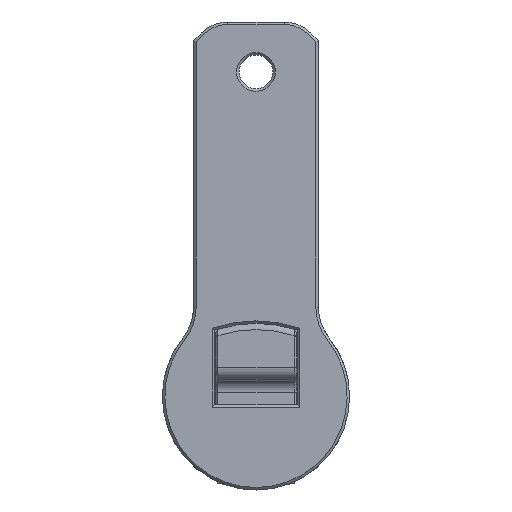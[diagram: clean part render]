
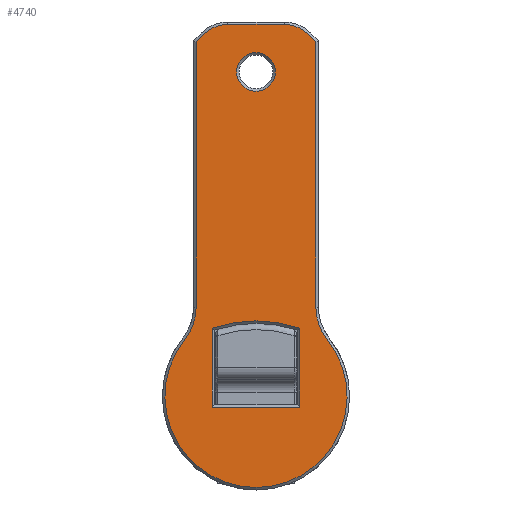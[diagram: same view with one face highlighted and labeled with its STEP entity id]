
A CAD part, left-side view. The second image highlights one B-rep face of the part: STEP entity #4740.
In plain terms, the highlighted planar face has unit normal (-1, 0, 0).
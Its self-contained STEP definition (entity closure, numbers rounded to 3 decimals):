
#81=FACE_BOUND('',#921,.T.);
#82=FACE_BOUND('',#922,.T.);
#232=PLANE('',#5084);
#630=FACE_OUTER_BOUND('',#920,.T.);
#920=EDGE_LOOP('',(#4197,#4198,#4199,#4200,#4201,#4202,#4203,#4204,#4205,
#4206));
#921=EDGE_LOOP('',(#4207,#4208,#4209,#4210));
#922=EDGE_LOOP('',(#4211));
#1317=LINE('',#10064,#1737);
#1318=LINE('',#10066,#1738);
#1319=LINE('',#10070,#1739);
#1320=LINE('',#10074,#1740);
#1321=LINE('',#10076,#1741);
#1322=LINE('',#10080,#1742);
#1323=LINE('',#10082,#1743);
#1324=LINE('',#10085,#1744);
#1737=VECTOR('',#6101,10.);
#1738=VECTOR('',#6102,10.);
#1739=VECTOR('',#6105,10.);
#1740=VECTOR('',#6108,10.);
#1741=VECTOR('',#6109,10.);
#1742=VECTOR('',#6112,10.);
#1743=VECTOR('',#6113,10.);
#1744=VECTOR('',#6116,10.);
#1922=CIRCLE('',#5083,3.1);
#1923=CIRCLE('',#5085,14.6);
#1924=CIRCLE('',#5086,8.4);
#1925=CIRCLE('',#5087,5.6);
#1926=CIRCLE('',#5088,5.6);
#1927=CIRCLE('',#5089,8.4);
#1928=CIRCLE('',#5090,21.4);
#2298=VERTEX_POINT('',#10054);
#2299=VERTEX_POINT('',#10058);
#2300=VERTEX_POINT('',#10059);
#2301=VERTEX_POINT('',#10061);
#2302=VERTEX_POINT('',#10063);
#2303=VERTEX_POINT('',#10065);
#2304=VERTEX_POINT('',#10067);
#2305=VERTEX_POINT('',#10069);
#2306=VERTEX_POINT('',#10071);
#2307=VERTEX_POINT('',#10073);
#2308=VERTEX_POINT('',#10075);
#2309=VERTEX_POINT('',#10078);
#2310=VERTEX_POINT('',#10079);
#2311=VERTEX_POINT('',#10081);
#2312=VERTEX_POINT('',#10083);
#2943=EDGE_CURVE('',#2298,#2298,#1922,.T.);
#2944=EDGE_CURVE('',#2299,#2300,#1923,.T.);
#2945=EDGE_CURVE('',#2301,#2299,#1924,.T.);
#2946=EDGE_CURVE('',#2302,#2301,#1317,.T.);
#2947=EDGE_CURVE('',#2303,#2302,#1318,.T.);
#2948=EDGE_CURVE('',#2304,#2303,#1925,.T.);
#2949=EDGE_CURVE('',#2305,#2304,#1319,.T.);
#2950=EDGE_CURVE('',#2306,#2305,#1926,.T.);
#2951=EDGE_CURVE('',#2307,#2306,#1320,.T.);
#2952=EDGE_CURVE('',#2308,#2307,#1321,.T.);
#2953=EDGE_CURVE('',#2300,#2308,#1927,.T.);
#2954=EDGE_CURVE('',#2309,#2310,#1322,.T.);
#2955=EDGE_CURVE('',#2311,#2309,#1323,.T.);
#2956=EDGE_CURVE('',#2312,#2311,#1928,.T.);
#2957=EDGE_CURVE('',#2310,#2312,#1324,.T.);
#4197=ORIENTED_EDGE('',*,*,#2944,.F.);
#4198=ORIENTED_EDGE('',*,*,#2945,.F.);
#4199=ORIENTED_EDGE('',*,*,#2946,.F.);
#4200=ORIENTED_EDGE('',*,*,#2947,.F.);
#4201=ORIENTED_EDGE('',*,*,#2948,.F.);
#4202=ORIENTED_EDGE('',*,*,#2949,.F.);
#4203=ORIENTED_EDGE('',*,*,#2950,.F.);
#4204=ORIENTED_EDGE('',*,*,#2951,.F.);
#4205=ORIENTED_EDGE('',*,*,#2952,.F.);
#4206=ORIENTED_EDGE('',*,*,#2953,.F.);
#4207=ORIENTED_EDGE('',*,*,#2954,.F.);
#4208=ORIENTED_EDGE('',*,*,#2955,.F.);
#4209=ORIENTED_EDGE('',*,*,#2956,.F.);
#4210=ORIENTED_EDGE('',*,*,#2957,.F.);
#4211=ORIENTED_EDGE('',*,*,#2943,.F.);
#4740=ADVANCED_FACE('',(#630,#81,#82),#232,.T.);
#5083=AXIS2_PLACEMENT_3D('',#10056,#6093,#6094);
#5084=AXIS2_PLACEMENT_3D('',#10057,#6095,#6096);
#5085=AXIS2_PLACEMENT_3D('',#10060,#6097,#6098);
#5086=AXIS2_PLACEMENT_3D('',#10062,#6099,#6100);
#5087=AXIS2_PLACEMENT_3D('',#10068,#6103,#6104);
#5088=AXIS2_PLACEMENT_3D('',#10072,#6106,#6107);
#5089=AXIS2_PLACEMENT_3D('',#10077,#6110,#6111);
#5090=AXIS2_PLACEMENT_3D('',#10084,#6114,#6115);
#6093=DIRECTION('center_axis',(-1.,0.,0.));
#6094=DIRECTION('ref_axis',(0.,-1.,0.));
#6095=DIRECTION('center_axis',(-1.,0.,0.));
#6096=DIRECTION('ref_axis',(0.,-1.,0.));
#6097=DIRECTION('center_axis',(1.,0.,0.));
#6098=DIRECTION('ref_axis',(0.,1.,0.));
#6099=DIRECTION('center_axis',(-1.,0.,0.));
#6100=DIRECTION('ref_axis',(0.,0.944,-0.33));
#6101=DIRECTION('',(0.,0.,-1.));
#6102=DIRECTION('',(0.,-0.707,-0.707));
#6103=DIRECTION('center_axis',(1.,0.,0.));
#6104=DIRECTION('ref_axis',(0.,-0.383,0.924));
#6105=DIRECTION('',(0.,-1.,0.));
#6106=DIRECTION('center_axis',(1.,0.,0.));
#6107=DIRECTION('ref_axis',(0.,0.383,0.924));
#6108=DIRECTION('',(0.,-0.707,0.707));
#6109=DIRECTION('',(0.,0.,1.));
#6110=DIRECTION('center_axis',(-1.,0.,0.));
#6111=DIRECTION('ref_axis',(0.,-0.944,-0.33));
#6112=DIRECTION('',(0.,-1.,0.));
#6113=DIRECTION('',(0.,0.,-1.));
#6114=DIRECTION('center_axis',(-1.,0.,0.));
#6115=DIRECTION('ref_axis',(0.,1.,0.));
#6116=DIRECTION('',(0.,0.,1.));
#10054=CARTESIAN_POINT('',(-13.,24.1,57.3));
#10056=CARTESIAN_POINT('Origin',(-13.,21.,57.3));
#10057=CARTESIAN_POINT('Origin',(-13.,46.,-132.7));
#10058=CARTESIAN_POINT('',(-13.,9.574,14.388));
#10059=CARTESIAN_POINT('',(-13.,32.426,14.388));
#10060=CARTESIAN_POINT('Origin',(-13.,21.,5.3));
#10061=CARTESIAN_POINT('',(-13.,11.4,19.618));
#10062=CARTESIAN_POINT('Origin',(-13.,3.,19.618));
#10063=CARTESIAN_POINT('',(-13.,11.4,62.134));
#10064=CARTESIAN_POINT('',(-13.,11.4,-33.7));
#10065=CARTESIAN_POINT('',(-13.,12.525,63.26));
#10066=CARTESIAN_POINT('',(-13.,-27.967,22.767));
#10067=CARTESIAN_POINT('',(-13.,16.485,64.9));
#10068=CARTESIAN_POINT('Origin',(-13.,16.485,59.3));
#10069=CARTESIAN_POINT('',(-13.,25.515,64.9));
#10070=CARTESIAN_POINT('',(-13.,38.5,64.9));
#10071=CARTESIAN_POINT('',(-13.,29.475,63.26));
#10072=CARTESIAN_POINT('Origin',(-13.,25.515,59.3));
#10073=CARTESIAN_POINT('',(-13.,30.6,62.134));
#10074=CARTESIAN_POINT('',(-13.,82.467,10.267));
#10075=CARTESIAN_POINT('',(-13.,30.6,19.618));
#10076=CARTESIAN_POINT('',(-13.,30.6,-58.11));
#10077=CARTESIAN_POINT('Origin',(-13.,39.,19.618));
#10078=CARTESIAN_POINT('',(-13.,28.,3.569));
#10079=CARTESIAN_POINT('',(-13.,14.,3.569));
#10080=CARTESIAN_POINT('',(-13.,30.25,3.569));
#10081=CARTESIAN_POINT('',(-13.,28.,16.223));
#10082=CARTESIAN_POINT('',(-13.,28.,-62.366));
#10083=CARTESIAN_POINT('',(-13.,14.,16.223));
#10084=CARTESIAN_POINT('Origin',(-13.,21.,-4.));
#10085=CARTESIAN_POINT('',(-13.,14.,-58.366));
